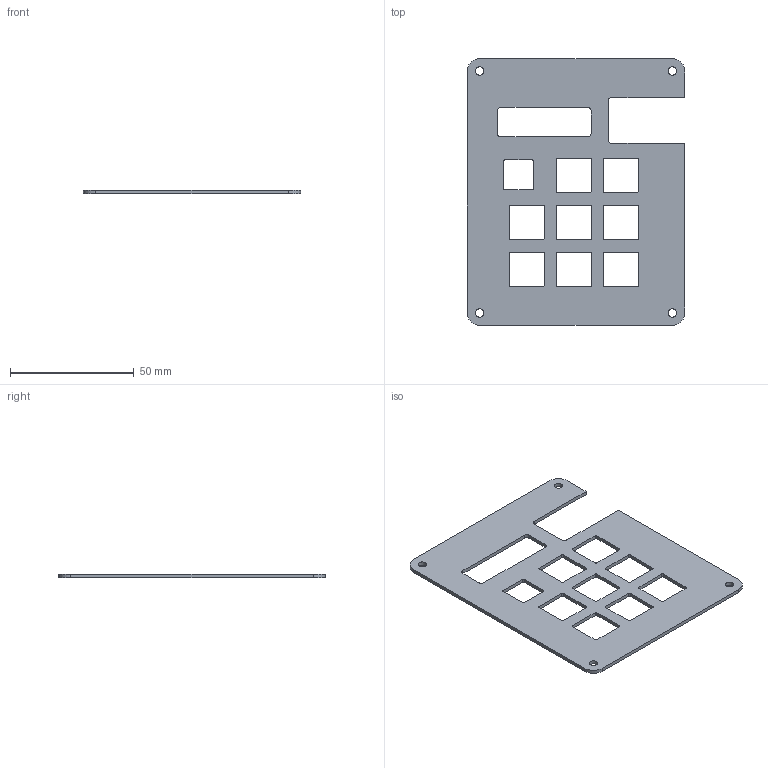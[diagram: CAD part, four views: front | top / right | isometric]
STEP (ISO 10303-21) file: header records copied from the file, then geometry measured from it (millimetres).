
FILE_DESCRIPTION(('FreeCAD Model'),'2;1');
FILE_NAME('Open CASCADE Shape Model','2025-07-29T20:02:39',(''),(''), 'Open CASCADE STEP processor 7.9','FreeCAD','Unknown');
FILE_SCHEMA(('AUTOMOTIVE_DESIGN { 1 0 10303 214 1 1 1 1 }'));
Length unit declared in the file: millimetre
Products named in the file (1): Case - Top
Bounding box: 88 x 108 x 1.5 mm (x, y, z)
Volume: 10064.3 mm3; surface area: 15027.9 mm2
Topology: 1 solids, 1 shells, 101 faces, 297 edges, 196 vertices
Faces by surface type: plane 51, cylinder 50
Full cylindrical faces by diameter (mm): 3.4 x4
Entity records: 7410 total; most frequent: CARTESIAN_POINT 1447, DIRECTION 1141, LINE 685, VECTOR 685, ORIENTED_EDGE 590, PCURVE 590, DEFINITIONAL_REPRESENTATION 590, EDGE_CURVE 295
